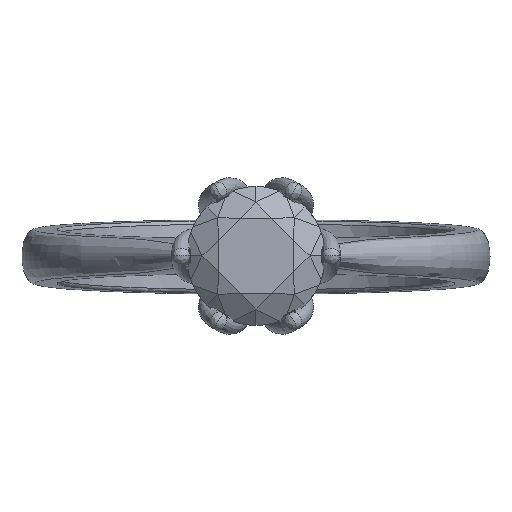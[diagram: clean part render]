
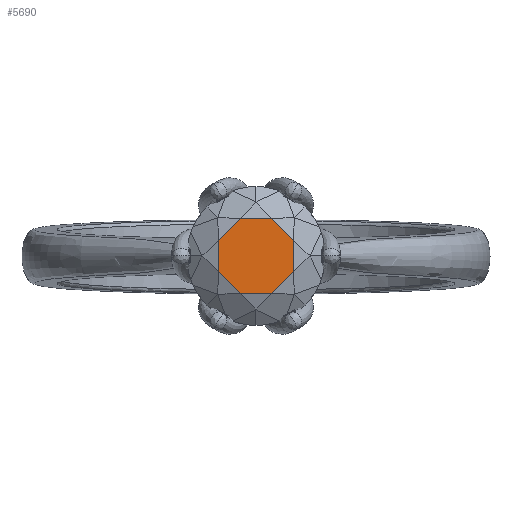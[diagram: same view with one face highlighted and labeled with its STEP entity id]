
A CAD part, top view. The second image highlights one B-rep face of the part: STEP entity #5690.
In plain terms, the highlighted free-form (B-spline) face has degree [1, 1] with [2, 2] control points.
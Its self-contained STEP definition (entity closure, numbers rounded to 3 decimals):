
#5110 = VERTEX_POINT('',#5111);
#5111 = CARTESIAN_POINT('',(2.39,-0.99,
    20.562));
#5169 = VERTEX_POINT('',#5170);
#5170 = CARTESIAN_POINT('',(0.99,-2.39,
    20.562));
#5228 = VERTEX_POINT('',#5229);
#5229 = CARTESIAN_POINT('',(-0.99,-2.39,
    20.562));
#5288 = VERTEX_POINT('',#5289);
#5289 = CARTESIAN_POINT('',(-2.39,-0.99,
    20.562));
#5346 = VERTEX_POINT('',#5347);
#5347 = CARTESIAN_POINT('',(-2.39,0.99,
    20.562));
#5395 = VERTEX_POINT('',#5396);
#5396 = CARTESIAN_POINT('',(-0.99,2.39,
    20.562));
#5465 = VERTEX_POINT('',#5466);
#5466 = CARTESIAN_POINT('',(0.99,2.39,20.562
    ));
#5513 = VERTEX_POINT('',#5514);
#5514 = CARTESIAN_POINT('',(2.39,0.99,20.562
    ));
#5574 = EDGE_CURVE('',#5346,#5288,#5575,.T.);
#5575 = B_SPLINE_CURVE_WITH_KNOTS('',1,(#5576,#5577),.UNSPECIFIED.,.F.,
  .F.,(2,2),(27.859,30.002),.PIECEWISE_BEZIER_KNOTS.);
#5576 = CARTESIAN_POINT('',(-2.39,0.99,
    20.562));
#5577 = CARTESIAN_POINT('',(-2.39,-0.99,
    20.562));
#5591 = EDGE_CURVE('',#5288,#5228,#5592,.T.);
#5592 = B_SPLINE_CURVE_WITH_KNOTS('',1,(#5593,#5594),.UNSPECIFIED.,.F.,
  .F.,(2,2),(30.002,32.145),.PIECEWISE_BEZIER_KNOTS.);
#5593 = CARTESIAN_POINT('',(-2.39,-0.99,
    20.562));
#5594 = CARTESIAN_POINT('',(-0.99,-2.39,
    20.562));
#5605 = EDGE_CURVE('',#5228,#5169,#5606,.T.);
#5606 = B_SPLINE_CURVE_WITH_KNOTS('',1,(#5607,#5608),.UNSPECIFIED.,.F.,
  .F.,(2,2),(15.001,17.144),.PIECEWISE_BEZIER_KNOTS.);
#5607 = CARTESIAN_POINT('',(-0.99,-2.39,
    20.562));
#5608 = CARTESIAN_POINT('',(0.99,-2.39,
    20.562));
#5619 = EDGE_CURVE('',#5110,#5513,#5620,.T.);
#5620 = B_SPLINE_CURVE_WITH_KNOTS('',1,(#5621,#5622),.UNSPECIFIED.,.F.,
  .F.,(2,2),(19.287,21.43),.PIECEWISE_BEZIER_KNOTS.);
#5621 = CARTESIAN_POINT('',(2.39,-0.99,
    20.562));
#5622 = CARTESIAN_POINT('',(2.39,0.99,20.562
    ));
#5636 = EDGE_CURVE('',#5513,#5465,#5637,.T.);
#5637 = B_SPLINE_CURVE_WITH_KNOTS('',1,(#5638,#5639),.UNSPECIFIED.,.F.,
  .F.,(2,2),(21.43,23.573),.PIECEWISE_BEZIER_KNOTS.);
#5638 = CARTESIAN_POINT('',(2.39,0.99,20.562
    ));
#5639 = CARTESIAN_POINT('',(0.99,2.39,20.562
    ));
#5650 = EDGE_CURVE('',#5465,#5395,#5651,.T.);
#5651 = B_SPLINE_CURVE_WITH_KNOTS('',1,(#5652,#5653),.UNSPECIFIED.,.F.,
  .F.,(2,2),(23.573,25.716),.PIECEWISE_BEZIER_KNOTS.);
#5652 = CARTESIAN_POINT('',(0.99,2.39,20.562
    ));
#5653 = CARTESIAN_POINT('',(-0.99,2.39,
    20.562));
#5665 = EDGE_CURVE('',#5395,#5346,#5666,.T.);
#5666 = B_SPLINE_CURVE_WITH_KNOTS('',1,(#5667,#5668),.UNSPECIFIED.,.F.,
  .F.,(2,2),(25.716,27.859),.PIECEWISE_BEZIER_KNOTS.);
#5667 = CARTESIAN_POINT('',(-0.99,2.39,
    20.562));
#5668 = CARTESIAN_POINT('',(-2.39,0.99,
    20.562));
#5680 = EDGE_CURVE('',#5169,#5110,#5681,.T.);
#5681 = B_SPLINE_CURVE_WITH_KNOTS('',1,(#5682,#5683),.UNSPECIFIED.,.F.,
  .F.,(2,2),(17.144,19.287),.PIECEWISE_BEZIER_KNOTS.);
#5682 = CARTESIAN_POINT('',(0.99,-2.39,
    20.562));
#5683 = CARTESIAN_POINT('',(2.39,-0.99,
    20.562));
#5690 = ADVANCED_FACE('',(#5691),#5701,.T.);
#5691 = FACE_BOUND('',#5692,.T.);
#5692 = EDGE_LOOP('',(#5693,#5694,#5695,#5696,#5697,#5698,#5699,#5700));
#5693 = ORIENTED_EDGE('',*,*,#5605,.T.);
#5694 = ORIENTED_EDGE('',*,*,#5680,.T.);
#5695 = ORIENTED_EDGE('',*,*,#5619,.T.);
#5696 = ORIENTED_EDGE('',*,*,#5636,.T.);
#5697 = ORIENTED_EDGE('',*,*,#5650,.T.);
#5698 = ORIENTED_EDGE('',*,*,#5665,.T.);
#5699 = ORIENTED_EDGE('',*,*,#5574,.T.);
#5700 = ORIENTED_EDGE('',*,*,#5591,.T.);
#5701 = B_SPLINE_SURFACE_WITH_KNOTS('',1,1,(
    (#5702,#5703)
    ,(#5704,#5705
    )),.UNSPECIFIED.,.F.,.F.,.F.,(2,2),(2,2),(0.,
    3.253),(0.,3.253),
  .PIECEWISE_BEZIER_KNOTS.);
#5702 = CARTESIAN_POINT('',(-2.39,-2.39,
    20.562));
#5703 = CARTESIAN_POINT('',(-2.39,2.39,
    20.562));
#5704 = CARTESIAN_POINT('',(2.39,-2.39,
    20.562));
#5705 = CARTESIAN_POINT('',(2.39,2.39,
    20.562));
